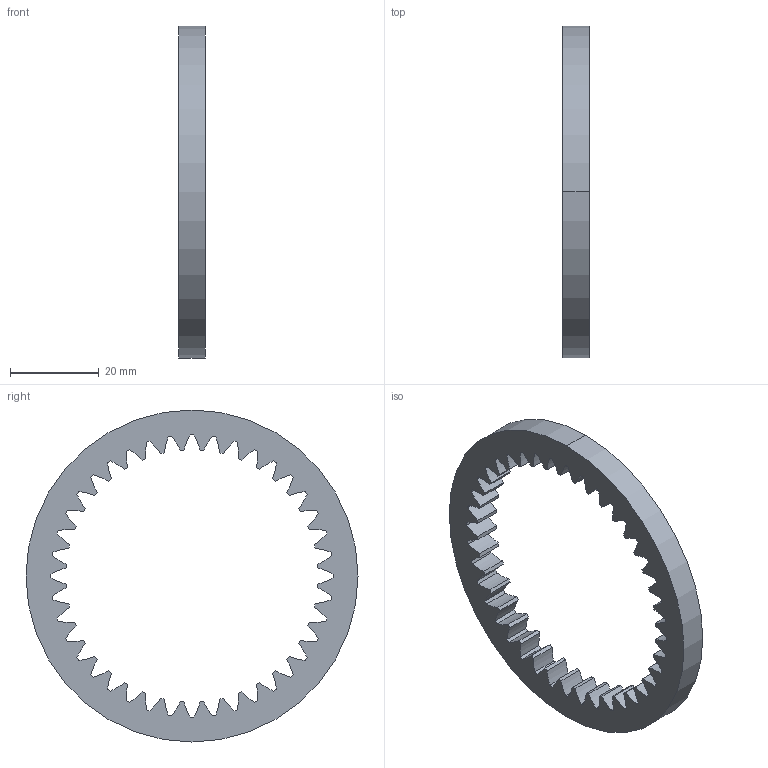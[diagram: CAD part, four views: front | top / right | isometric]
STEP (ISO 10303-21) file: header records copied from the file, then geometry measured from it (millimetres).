
FILE_DESCRIPTION (( 'STEP AP214' ), '1' );
FILE_NAME ('ring_transmission_spur_gear_am.STEP', '2021-05-31T22:47:33', ( '' ), ( '' ), 'SwSTEP 2.0', 'SolidWorks 2021', '' );
FILE_SCHEMA (( 'AUTOMOTIVE_DESIGN' ));
Length unit declared in the file: millimetre
Products named in the file (1): ring_transmission_spur_gear_am
Bounding box: 6 x 75 x 75 mm (x, y, z)
Volume: 9264 mm3; surface area: 6680.3 mm2
Topology: 1 solids, 1 shells, 169 faces, 501 edges, 334 vertices
Faces by surface type: cylinder 167, plane 2
Entity records: 5907 total; most frequent: DIRECTION 1175, CARTESIAN_POINT 1005, ORIENTED_EDGE 1002, AXIS2_PLACEMENT_3D 504, EDGE_CURVE 501, VERTEX_POINT 334, CIRCLE 334, EDGE_LOOP 171
